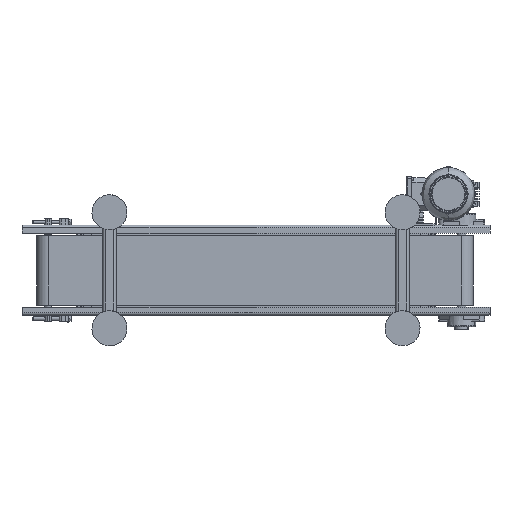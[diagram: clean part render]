
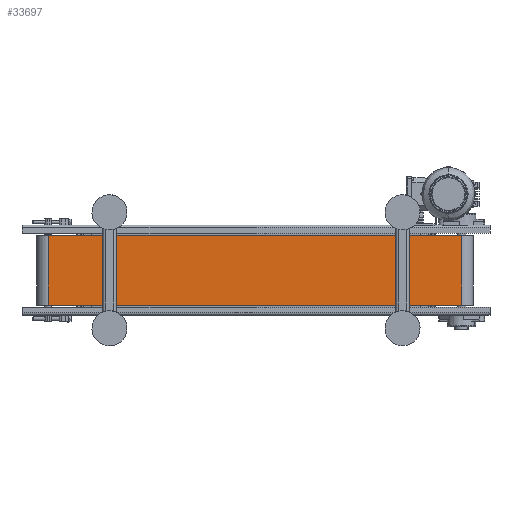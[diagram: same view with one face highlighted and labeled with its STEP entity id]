
A CAD part, front view. The second image highlights one B-rep face of the part: STEP entity #33697.
In plain terms, the highlighted free-form (B-spline) face has degree [1, 1] with [2, 2] control points.
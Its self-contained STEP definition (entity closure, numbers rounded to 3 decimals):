
#33502 = VERTEX_POINT('',#33503);
#33503 = CARTESIAN_POINT('',(-392.329,-1.074,
    66.076));
#33517 = VERTEX_POINT('',#33518);
#33518 = CARTESIAN_POINT('',(-392.329,-1.074,
    -66.076));
#33524 = EDGE_CURVE('',#33502,#33517,#33525,.T.);
#33525 = B_SPLINE_CURVE_WITH_KNOTS('',1,(#33526,#33527),.UNSPECIFIED.,
  .F.,.F.,(2,2),(-0.,160.),.PIECEWISE_BEZIER_KNOTS.);
#33526 = CARTESIAN_POINT('',(-392.329,-1.074,
    66.076));
#33527 = CARTESIAN_POINT('',(-392.329,-1.074,
    -66.076));
#33548 = EDGE_CURVE('',#33502,#33549,#33551,.T.);
#33549 = VERTEX_POINT('',#33550);
#33550 = CARTESIAN_POINT('',(388.199,-1.074,
    66.076));
#33551 = B_SPLINE_CURVE_WITH_KNOTS('',1,(#33552,#33553),.UNSPECIFIED.,
  .F.,.F.,(2,2),(0.,945.),.PIECEWISE_BEZIER_KNOTS.);
#33552 = CARTESIAN_POINT('',(-392.329,-1.074,
    66.076));
#33553 = CARTESIAN_POINT('',(388.199,-1.074,
    66.076));
#33627 = VERTEX_POINT('',#33628);
#33628 = CARTESIAN_POINT('',(388.199,-1.074,
    -66.076));
#33636 = EDGE_CURVE('',#33517,#33627,#33637,.T.);
#33637 = B_SPLINE_CURVE_WITH_KNOTS('',1,(#33638,#33639),.UNSPECIFIED.,
  .F.,.F.,(2,2),(0.,945.),.PIECEWISE_BEZIER_KNOTS.);
#33638 = CARTESIAN_POINT('',(-392.329,-1.074,
    -66.076));
#33639 = CARTESIAN_POINT('',(388.199,-1.074,
    -66.076));
#33697 = ADVANCED_FACE('',(#33698),#33708,.F.);
#33698 = FACE_BOUND('',#33699,.T.);
#33699 = EDGE_LOOP('',(#33700,#33701,#33706,#33707));
#33700 = ORIENTED_EDGE('',*,*,#33636,.T.);
#33701 = ORIENTED_EDGE('',*,*,#33702,.F.);
#33702 = EDGE_CURVE('',#33549,#33627,#33703,.T.);
#33703 = B_SPLINE_CURVE_WITH_KNOTS('',1,(#33704,#33705),.UNSPECIFIED.,
  .F.,.F.,(2,2),(-0.,160.),.PIECEWISE_BEZIER_KNOTS.);
#33704 = CARTESIAN_POINT('',(388.199,-1.074,
    66.076));
#33705 = CARTESIAN_POINT('',(388.199,-1.074,
    -66.076));
#33706 = ORIENTED_EDGE('',*,*,#33548,.F.);
#33707 = ORIENTED_EDGE('',*,*,#33524,.T.);
#33708 = B_SPLINE_SURFACE_WITH_KNOTS('',1,1,(
    (#33709,#33710)
    ,(#33711,#33712
    )),.UNSPECIFIED.,.F.,.F.,.F.,(2,2),(2,2),(-945.,0.),(-160.,0.),
  .PIECEWISE_BEZIER_KNOTS.);
#33709 = CARTESIAN_POINT('',(388.199,-1.074,
    -66.076));
#33710 = CARTESIAN_POINT('',(388.199,-1.074,
    66.076));
#33711 = CARTESIAN_POINT('',(-392.329,-1.074,
    -66.076));
#33712 = CARTESIAN_POINT('',(-392.329,-1.074,
    66.076));
